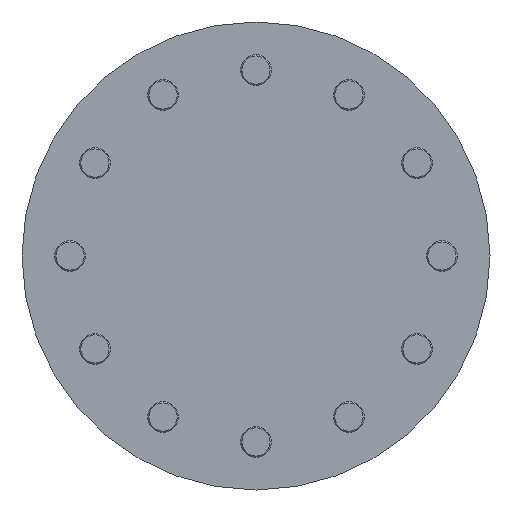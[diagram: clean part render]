
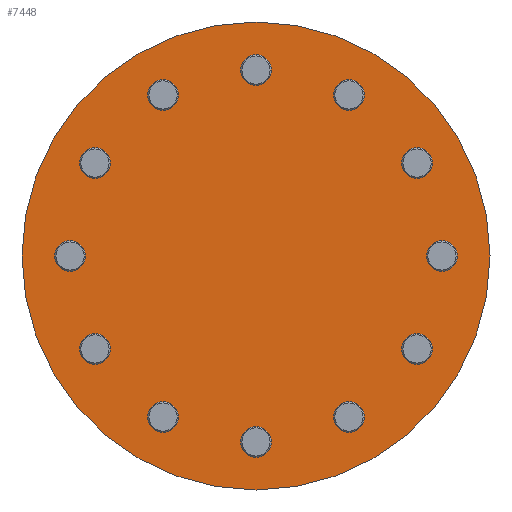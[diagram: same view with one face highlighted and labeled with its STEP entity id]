
A CAD part, front view. The second image highlights one B-rep face of the part: STEP entity #7448.
In plain terms, the highlighted planar face has unit normal (0, -1, 0).
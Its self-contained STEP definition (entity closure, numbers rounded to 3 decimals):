
#1=CARTESIAN_POINT('',(0.,0.,0.));
#2=DIRECTION('',(0.,1.,0.));
#3=DIRECTION('',(1.,0.,0.));
#4=AXIS2_PLACEMENT_3D('',#1,#2,#3);
#6=CARTESIAN_POINT('',(0.,0.,0.));
#7=DIRECTION('',(0.,1.,0.));
#8=DIRECTION('',(-1.,0.,0.));
#9=AXIS2_PLACEMENT_3D('',#6,#7,#8);
#11=CARTESIAN_POINT('',(0.,0.,290.));
#12=DIRECTION('',(0.,-1.,0.));
#13=DIRECTION('',(1.,0.,0.));
#14=AXIS2_PLACEMENT_3D('',#11,#12,#13);
#16=CARTESIAN_POINT('',(0.,0.,290.));
#17=DIRECTION('',(0.,-1.,0.));
#18=DIRECTION('',(-1.,0.,0.));
#19=AXIS2_PLACEMENT_3D('',#16,#17,#18);
#21=CARTESIAN_POINT('',(-145.,0.,251.147));
#22=DIRECTION('',(0.,-1.,0.));
#23=DIRECTION('',(0.866,0.,0.5));
#24=AXIS2_PLACEMENT_3D('',#21,#22,#23);
#26=CARTESIAN_POINT('',(-145.,0.,251.147));
#27=DIRECTION('',(0.,-1.,0.));
#28=DIRECTION('',(-0.866,0.,-0.5));
#29=AXIS2_PLACEMENT_3D('',#26,#27,#28);
#31=CARTESIAN_POINT('',(-251.147,0.,145.));
#32=DIRECTION('',(0.,-1.,0.));
#33=DIRECTION('',(0.5,0.,0.866));
#34=AXIS2_PLACEMENT_3D('',#31,#32,#33);
#36=CARTESIAN_POINT('',(-251.147,0.,145.));
#37=DIRECTION('',(0.,-1.,0.));
#38=DIRECTION('',(-0.5,0.,-0.866));
#39=AXIS2_PLACEMENT_3D('',#36,#37,#38);
#41=CARTESIAN_POINT('',(-290.,0.,0.));
#42=DIRECTION('',(0.,-1.,0.));
#43=DIRECTION('',(0.,0.,1.));
#44=AXIS2_PLACEMENT_3D('',#41,#42,#43);
#46=CARTESIAN_POINT('',(-290.,0.,0.));
#47=DIRECTION('',(0.,-1.,0.));
#48=DIRECTION('',(0.,0.,-1.));
#49=AXIS2_PLACEMENT_3D('',#46,#47,#48);
#51=CARTESIAN_POINT('',(-251.147,0.,-145.));
#52=DIRECTION('',(0.,-1.,0.));
#53=DIRECTION('',(-0.5,0.,0.866));
#54=AXIS2_PLACEMENT_3D('',#51,#52,#53);
#56=CARTESIAN_POINT('',(-251.147,0.,-145.));
#57=DIRECTION('',(0.,-1.,0.));
#58=DIRECTION('',(0.5,0.,-0.866));
#59=AXIS2_PLACEMENT_3D('',#56,#57,#58);
#61=CARTESIAN_POINT('',(-145.,0.,-251.147));
#62=DIRECTION('',(0.,-1.,0.));
#63=DIRECTION('',(-0.866,0.,0.5));
#64=AXIS2_PLACEMENT_3D('',#61,#62,#63);
#66=CARTESIAN_POINT('',(-145.,0.,-251.147));
#67=DIRECTION('',(0.,-1.,0.));
#68=DIRECTION('',(0.866,0.,-0.5));
#69=AXIS2_PLACEMENT_3D('',#66,#67,#68);
#71=CARTESIAN_POINT('',(0.,0.,-290.));
#72=DIRECTION('',(0.,-1.,0.));
#73=DIRECTION('',(-1.,0.,0.));
#74=AXIS2_PLACEMENT_3D('',#71,#72,#73);
#76=CARTESIAN_POINT('',(0.,0.,-290.));
#77=DIRECTION('',(0.,-1.,0.));
#78=DIRECTION('',(1.,0.,0.));
#79=AXIS2_PLACEMENT_3D('',#76,#77,#78);
#81=CARTESIAN_POINT('',(145.,0.,-251.147));
#82=DIRECTION('',(0.,-1.,0.));
#83=DIRECTION('',(-0.866,0.,-0.5));
#84=AXIS2_PLACEMENT_3D('',#81,#82,#83);
#86=CARTESIAN_POINT('',(145.,0.,-251.147));
#87=DIRECTION('',(0.,-1.,0.));
#88=DIRECTION('',(0.866,0.,0.5));
#89=AXIS2_PLACEMENT_3D('',#86,#87,#88);
#91=CARTESIAN_POINT('',(251.147,0.,-145.));
#92=DIRECTION('',(0.,-1.,0.));
#93=DIRECTION('',(-0.5,0.,-0.866));
#94=AXIS2_PLACEMENT_3D('',#91,#92,#93);
#96=CARTESIAN_POINT('',(251.147,0.,-145.));
#97=DIRECTION('',(0.,-1.,0.));
#98=DIRECTION('',(0.5,0.,0.866));
#99=AXIS2_PLACEMENT_3D('',#96,#97,#98);
#101=CARTESIAN_POINT('',(290.,0.,0.));
#102=DIRECTION('',(0.,-1.,0.));
#103=DIRECTION('',(0.,0.,-1.));
#104=AXIS2_PLACEMENT_3D('',#101,#102,#103);
#106=CARTESIAN_POINT('',(290.,0.,0.));
#107=DIRECTION('',(0.,-1.,0.));
#108=DIRECTION('',(0.,0.,1.));
#109=AXIS2_PLACEMENT_3D('',#106,#107,#108);
#111=CARTESIAN_POINT('',(251.147,0.,145.));
#112=DIRECTION('',(0.,-1.,0.));
#113=DIRECTION('',(0.5,0.,-0.866));
#114=AXIS2_PLACEMENT_3D('',#111,#112,#113);
#116=CARTESIAN_POINT('',(251.147,0.,145.));
#117=DIRECTION('',(0.,-1.,0.));
#118=DIRECTION('',(-0.5,0.,0.866));
#119=AXIS2_PLACEMENT_3D('',#116,#117,#118);
#121=CARTESIAN_POINT('',(145.,0.,251.147));
#122=DIRECTION('',(0.,-1.,0.));
#123=DIRECTION('',(0.866,0.,-0.5));
#124=AXIS2_PLACEMENT_3D('',#121,#122,#123);
#126=CARTESIAN_POINT('',(145.,0.,251.147));
#127=DIRECTION('',(0.,-1.,0.));
#128=DIRECTION('',(-0.866,0.,0.5));
#129=AXIS2_PLACEMENT_3D('',#126,#127,#128);
#5587=CARTESIAN_POINT('',(365.,0.,0.));
#5588=CARTESIAN_POINT('',(-365.,0.,0.));
#5589=VERTEX_POINT('',#5587);
#5590=VERTEX_POINT('',#5588);
#5591=CARTESIAN_POINT('',(24.,0.,290.));
#5592=CARTESIAN_POINT('',(-24.,0.,290.));
#5593=VERTEX_POINT('',#5591);
#5594=VERTEX_POINT('',#5592);
#5595=CARTESIAN_POINT('',(-124.215,0.,263.147));
#5596=CARTESIAN_POINT('',(-165.785,0.,239.147));
#5597=VERTEX_POINT('',#5595);
#5598=VERTEX_POINT('',#5596);
#5599=CARTESIAN_POINT('',(-239.147,0.,165.785));
#5600=CARTESIAN_POINT('',(-263.147,0.,124.215));
#5601=VERTEX_POINT('',#5599);
#5602=VERTEX_POINT('',#5600);
#5603=CARTESIAN_POINT('',(-290.,0.,24.));
#5604=CARTESIAN_POINT('',(-290.,0.,-24.));
#5605=VERTEX_POINT('',#5603);
#5606=VERTEX_POINT('',#5604);
#5607=CARTESIAN_POINT('',(-263.147,0.,-124.215));
#5608=CARTESIAN_POINT('',(-239.147,0.,-165.785));
#5609=VERTEX_POINT('',#5607);
#5610=VERTEX_POINT('',#5608);
#5611=CARTESIAN_POINT('',(-165.785,0.,-239.147));
#5612=CARTESIAN_POINT('',(-124.215,0.,-263.147));
#5613=VERTEX_POINT('',#5611);
#5614=VERTEX_POINT('',#5612);
#5615=CARTESIAN_POINT('',(-24.,0.,-290.));
#5616=CARTESIAN_POINT('',(24.,0.,-290.));
#5617=VERTEX_POINT('',#5615);
#5618=VERTEX_POINT('',#5616);
#5619=CARTESIAN_POINT('',(124.215,0.,-263.147));
#5620=CARTESIAN_POINT('',(165.785,0.,-239.147));
#5621=VERTEX_POINT('',#5619);
#5622=VERTEX_POINT('',#5620);
#5623=CARTESIAN_POINT('',(239.147,0.,-165.785));
#5624=CARTESIAN_POINT('',(263.147,0.,-124.215));
#5625=VERTEX_POINT('',#5623);
#5626=VERTEX_POINT('',#5624);
#5627=CARTESIAN_POINT('',(290.,0.,-24.));
#5628=CARTESIAN_POINT('',(290.,0.,24.));
#5629=VERTEX_POINT('',#5627);
#5630=VERTEX_POINT('',#5628);
#5631=CARTESIAN_POINT('',(263.147,0.,124.215));
#5632=CARTESIAN_POINT('',(239.147,0.,165.785));
#5633=VERTEX_POINT('',#5631);
#5634=VERTEX_POINT('',#5632);
#5635=CARTESIAN_POINT('',(165.785,0.,239.147));
#5636=CARTESIAN_POINT('',(124.215,0.,263.147));
#5637=VERTEX_POINT('',#5635);
#5638=VERTEX_POINT('',#5636);
#7365=CARTESIAN_POINT('',(0.,0.,0.));
#7366=DIRECTION('',(0.,1.,0.));
#7367=DIRECTION('',(1.,0.,0.));
#7368=AXIS2_PLACEMENT_3D('',#7365,#7366,#7367);
#7369=PLANE('',#7368);
#7371=ORIENTED_EDGE('',*,*,#7370,.T.);
#7373=ORIENTED_EDGE('',*,*,#7372,.T.);
#7374=EDGE_LOOP('',(#7371,#7373));
#7375=FACE_OUTER_BOUND('',#7374,.F.);
#7377=ORIENTED_EDGE('',*,*,#7376,.T.);
#7379=ORIENTED_EDGE('',*,*,#7378,.T.);
#7380=EDGE_LOOP('',(#7377,#7379));
#7381=FACE_BOUND('',#7380,.F.);
#7383=ORIENTED_EDGE('',*,*,#7382,.T.);
#7385=ORIENTED_EDGE('',*,*,#7384,.T.);
#7386=EDGE_LOOP('',(#7383,#7385));
#7387=FACE_BOUND('',#7386,.F.);
#7389=ORIENTED_EDGE('',*,*,#7388,.T.);
#7391=ORIENTED_EDGE('',*,*,#7390,.T.);
#7392=EDGE_LOOP('',(#7389,#7391));
#7393=FACE_BOUND('',#7392,.F.);
#7395=ORIENTED_EDGE('',*,*,#7394,.T.);
#7397=ORIENTED_EDGE('',*,*,#7396,.T.);
#7398=EDGE_LOOP('',(#7395,#7397));
#7399=FACE_BOUND('',#7398,.F.);
#7401=ORIENTED_EDGE('',*,*,#7400,.T.);
#7403=ORIENTED_EDGE('',*,*,#7402,.T.);
#7404=EDGE_LOOP('',(#7401,#7403));
#7405=FACE_BOUND('',#7404,.F.);
#7407=ORIENTED_EDGE('',*,*,#7406,.T.);
#7409=ORIENTED_EDGE('',*,*,#7408,.T.);
#7410=EDGE_LOOP('',(#7407,#7409));
#7411=FACE_BOUND('',#7410,.F.);
#7413=ORIENTED_EDGE('',*,*,#7412,.T.);
#7415=ORIENTED_EDGE('',*,*,#7414,.T.);
#7416=EDGE_LOOP('',(#7413,#7415));
#7417=FACE_BOUND('',#7416,.F.);
#7419=ORIENTED_EDGE('',*,*,#7418,.T.);
#7421=ORIENTED_EDGE('',*,*,#7420,.T.);
#7422=EDGE_LOOP('',(#7419,#7421));
#7423=FACE_BOUND('',#7422,.F.);
#7425=ORIENTED_EDGE('',*,*,#7424,.T.);
#7427=ORIENTED_EDGE('',*,*,#7426,.T.);
#7428=EDGE_LOOP('',(#7425,#7427));
#7429=FACE_BOUND('',#7428,.F.);
#7431=ORIENTED_EDGE('',*,*,#7430,.T.);
#7433=ORIENTED_EDGE('',*,*,#7432,.T.);
#7434=EDGE_LOOP('',(#7431,#7433));
#7435=FACE_BOUND('',#7434,.F.);
#7437=ORIENTED_EDGE('',*,*,#7436,.T.);
#7439=ORIENTED_EDGE('',*,*,#7438,.T.);
#7440=EDGE_LOOP('',(#7437,#7439));
#7441=FACE_BOUND('',#7440,.F.);
#7443=ORIENTED_EDGE('',*,*,#7442,.T.);
#7445=ORIENTED_EDGE('',*,*,#7444,.T.);
#7446=EDGE_LOOP('',(#7443,#7445));
#7447=FACE_BOUND('',#7446,.F.);
#7448=ADVANCED_FACE('',(#7375,#7381,#7387,#7393,#7399,#7405,#7411,#7417,#7423,
#7429,#7435,#7441,#7447),#7369,.F.);
#5=CIRCLE('',#4,365.);
#10=CIRCLE('',#9,365.);
#15=CIRCLE('',#14,24.);
#20=CIRCLE('',#19,24.);
#25=CIRCLE('',#24,24.);
#30=CIRCLE('',#29,24.);
#35=CIRCLE('',#34,24.);
#40=CIRCLE('',#39,24.);
#45=CIRCLE('',#44,24.);
#50=CIRCLE('',#49,24.);
#55=CIRCLE('',#54,24.);
#60=CIRCLE('',#59,24.);
#65=CIRCLE('',#64,24.);
#70=CIRCLE('',#69,24.);
#75=CIRCLE('',#74,24.);
#80=CIRCLE('',#79,24.);
#85=CIRCLE('',#84,24.);
#90=CIRCLE('',#89,24.);
#95=CIRCLE('',#94,24.);
#100=CIRCLE('',#99,24.);
#105=CIRCLE('',#104,24.);
#110=CIRCLE('',#109,24.);
#115=CIRCLE('',#114,24.);
#120=CIRCLE('',#119,24.);
#125=CIRCLE('',#124,24.);
#130=CIRCLE('',#129,24.);
#7370=EDGE_CURVE('',#5589,#5590,#5,.T.);
#7372=EDGE_CURVE('',#5590,#5589,#10,.T.);
#7376=EDGE_CURVE('',#5593,#5594,#15,.T.);
#7378=EDGE_CURVE('',#5594,#5593,#20,.T.);
#7382=EDGE_CURVE('',#5597,#5598,#25,.T.);
#7384=EDGE_CURVE('',#5598,#5597,#30,.T.);
#7388=EDGE_CURVE('',#5601,#5602,#35,.T.);
#7390=EDGE_CURVE('',#5602,#5601,#40,.T.);
#7394=EDGE_CURVE('',#5605,#5606,#45,.T.);
#7396=EDGE_CURVE('',#5606,#5605,#50,.T.);
#7400=EDGE_CURVE('',#5609,#5610,#55,.T.);
#7402=EDGE_CURVE('',#5610,#5609,#60,.T.);
#7406=EDGE_CURVE('',#5613,#5614,#65,.T.);
#7408=EDGE_CURVE('',#5614,#5613,#70,.T.);
#7412=EDGE_CURVE('',#5617,#5618,#75,.T.);
#7414=EDGE_CURVE('',#5618,#5617,#80,.T.);
#7418=EDGE_CURVE('',#5621,#5622,#85,.T.);
#7420=EDGE_CURVE('',#5622,#5621,#90,.T.);
#7424=EDGE_CURVE('',#5625,#5626,#95,.T.);
#7426=EDGE_CURVE('',#5626,#5625,#100,.T.);
#7430=EDGE_CURVE('',#5629,#5630,#105,.T.);
#7432=EDGE_CURVE('',#5630,#5629,#110,.T.);
#7436=EDGE_CURVE('',#5633,#5634,#115,.T.);
#7438=EDGE_CURVE('',#5634,#5633,#120,.T.);
#7442=EDGE_CURVE('',#5637,#5638,#125,.T.);
#7444=EDGE_CURVE('',#5638,#5637,#130,.T.);
